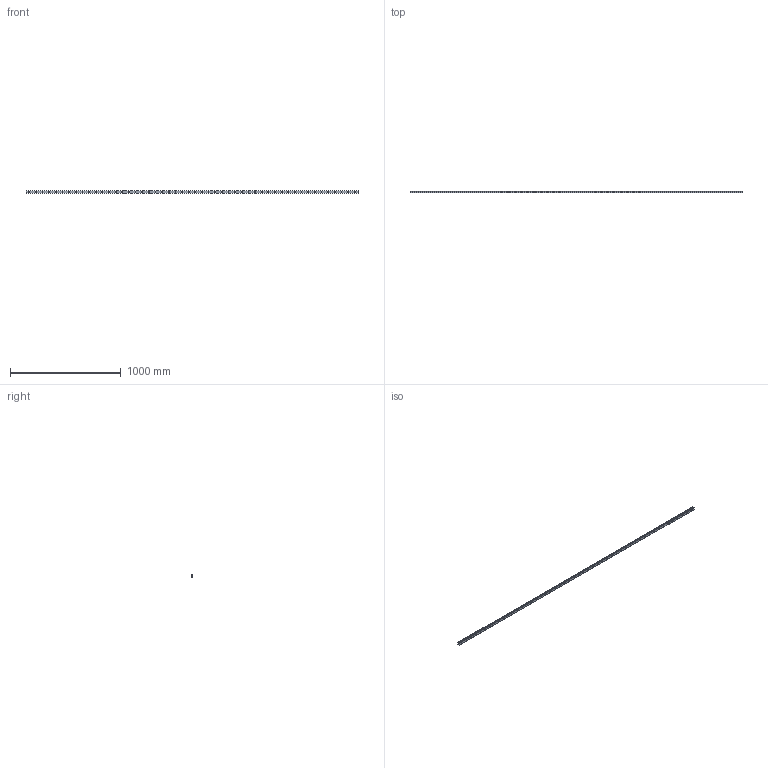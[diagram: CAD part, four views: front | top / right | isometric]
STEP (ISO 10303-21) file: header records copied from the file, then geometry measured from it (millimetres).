
FILE_DESCRIPTION(/* description */ ('STEP AP214'),/* implementation_level */ '2;1');
FILE_NAME(/* name */ 'SR25Y-3000LY(GK) RAIL(30)',/* time_stamp */ '2023-02-06T12:58:14+01:00',/* author */ ('License CC BY-ND 4.0'),/* organization */ ('CADENAS'),/* preprocessor_version */ 'ST-DEVELOPER v18.102',/* originating_system */ 'PARTsolutions',/* authorisation */ ' ');
FILE_SCHEMA (('AUTOMOTIVE_DESIGN {1 0 10303 214 3 1 1}'));
Length unit declared in the file: millimetre
Products named in the file (1): SR25Y-3000LY(GK) RAIL(30)
Bounding box: 3000 x 18 x 23 mm (x, y, z)
Volume: 1041541.1 mm3; surface area: 281505.9 mm2
Topology: 1 solids, 1 shells, 174 faces, 366 edges, 244 vertices
Faces by surface type: cylinder 106, plane 68
Full cylindrical faces by diameter (mm): 7 x50, 11 x50
Entity records: 4492 total; most frequent: DIRECTION 828, CARTESIAN_POINT 685, ORIENTED_EDGE 532, EDGE_LOOP 424, FACE_BOUND 424, AXIS2_PLACEMENT_3D 387, EDGE_CURVE 266, VERTEX_POINT 244
